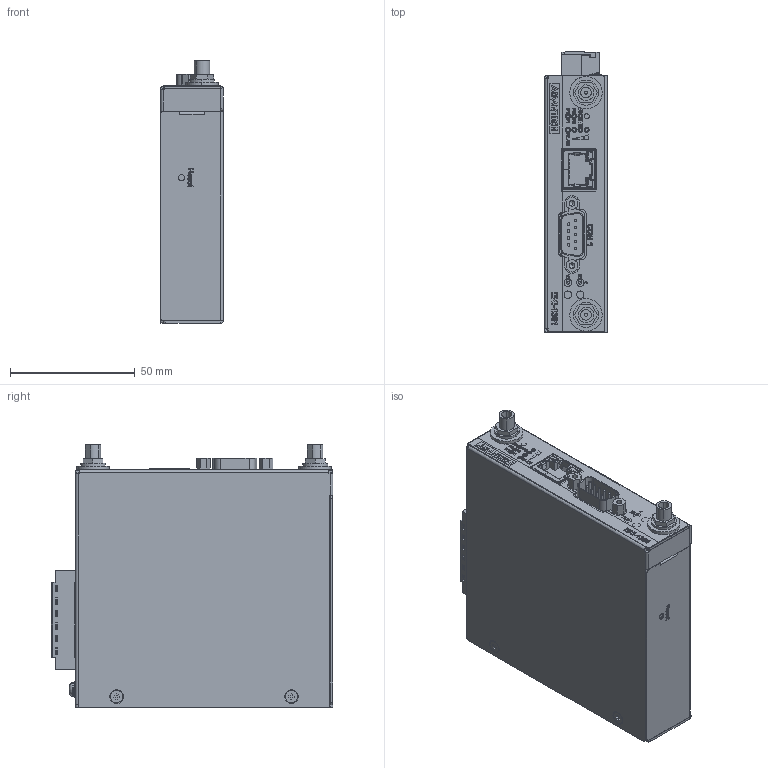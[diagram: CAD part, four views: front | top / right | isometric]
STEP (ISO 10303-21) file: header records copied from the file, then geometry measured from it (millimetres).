
FILE_DESCRIPTION (( 'STEP AP214' ), '1' );
FILE_NAME ('EKI-1361-CE.STEP', '2021-12-16T06:47:41', ( '' ), ( '' ), 'SwSTEP 2.0', 'SolidWorks 2020', '' );
FILE_SCHEMA (( 'AUTOMOTIVE_DESIGN' ));
Length unit declared in the file: millimetre
Products named in the file (1): EKI-1361-CE
Bounding box: 25 x 112.7 x 105.2 mm (x, y, z)
Volume: 245767.4 mm3; surface area: 41419.1 mm2
Topology: 1 solids, 11 shells, 2839 faces, 7817 edges, 5122 vertices
Faces by surface type: plane 2020, cylinder 396, bspline 381, cone 34, torus 4, sphere 4
Entity records: 121655 total; most frequent: CARTESIAN_POINT 36041, ORIENTED_EDGE 15610, DIRECTION 12806, EDGE_CURVE 7805, VECTOR 6096, LINE 6096, VERTEX_POINT 5118, AXIS2_PLACEMENT_3D 3355
